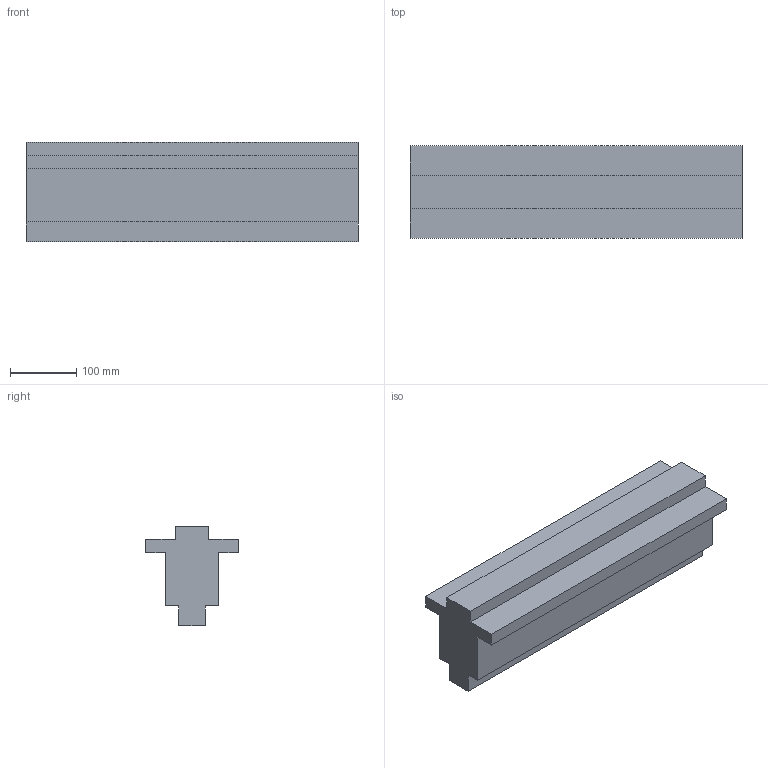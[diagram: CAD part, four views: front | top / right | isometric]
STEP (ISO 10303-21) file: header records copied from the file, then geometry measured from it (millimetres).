
FILE_DESCRIPTION(('CATIA V5 STEP Exchange'),'2;1');
FILE_NAME('Sabot.stp','2024-02-13T10:44:43+00:00',('none'),('none'),'Version 5-6 Release 2013','CATIA V5 STEP AP203','none');
FILE_SCHEMA(('CONFIG_CONTROL_DESIGN'));
Length unit declared in the file: millimetre
Products named in the file (1): Sabot
Assembly tree (1 placements, depth 2):
  Sabot
    #58
Bounding box: 500 x 140 x 150 mm (x, y, z)
Volume: 5700000 mm3; surface area: 312800 mm2
Topology: 1 solids, 1 shells, 18 faces, 48 edges, 32 vertices
Faces by surface type: plane 18
Entity records: 601 total; most frequent: CARTESIAN_POINT 97, ORIENTED_EDGE 96, DIRECTION 82, VECTOR 48, EDGE_CURVE 48, LINE 48, VERTEX_POINT 32, ADVANCED_FACE 18
